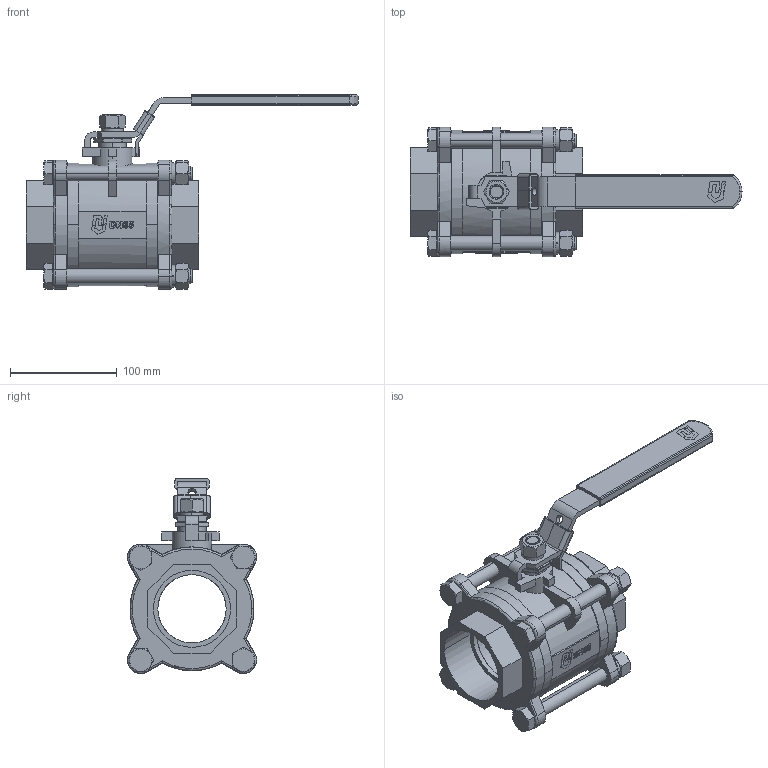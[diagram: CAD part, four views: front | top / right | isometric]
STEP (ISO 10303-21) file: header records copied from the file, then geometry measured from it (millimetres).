
FILE_DESCRIPTION(('HOOPS Exchange Step'),'2;1');
FILE_NAME('GK1700_DN65.stp','2025-12-19T15:46:40+01:00',('nieru'),('Unknown organisation'),'HOOPS Exchange 2024.2','HOOPS Exchange','Unknown authorisation');
FILE_SCHEMA( ('AP203_CONFIGURATION_CONTROLLED_3D_DESIGN_OF_MECHANICAL_PARTS_AND_ASSEMBLIES_MIM_LF') );
Length unit declared in the file: millimetre
Products named in the file (2): 0; root
Assembly tree (1 placements, depth 2):
  root
    0
Bounding box: 311 x 121.17 x 182.68 mm (x, y, z)
Volume: 1122964.6 mm3; surface area: 244698.8 mm2
Topology: 22 solids, 22 shells, 937 faces, 2411 edges, 1554 vertices
Faces by surface type: plane 378, cylinder 224, bspline 215, cone 84, torus 36
Entity records: 73563 total; most frequent: CARTESIAN_POINT 53184, ORIENTED_EDGE 4822, DIRECTION 3064, EDGE_CURVE 2411, VERTEX_POINT 1554, VECTOR 1202, LINE 1202, EDGE_LOOP 1015
